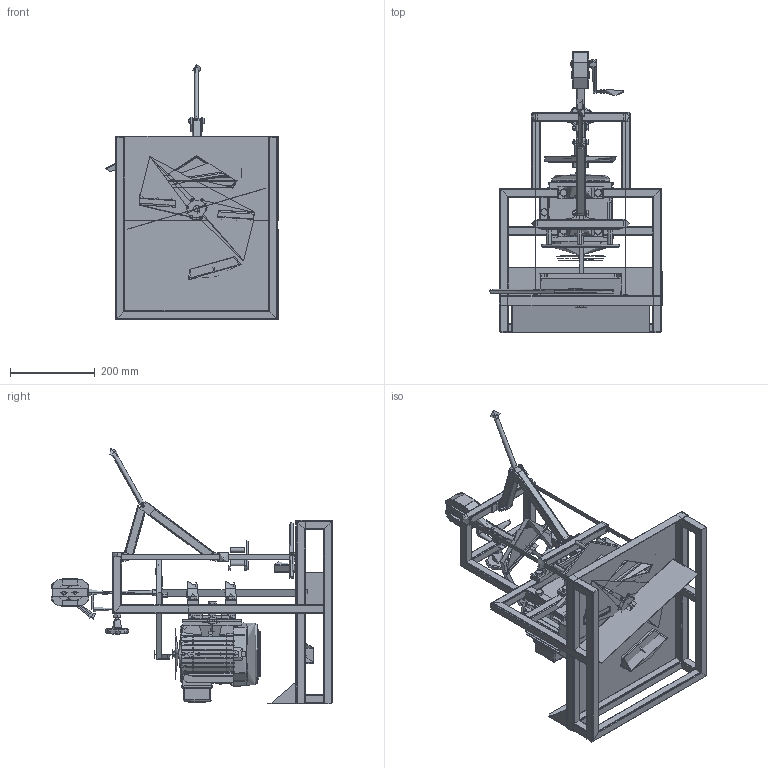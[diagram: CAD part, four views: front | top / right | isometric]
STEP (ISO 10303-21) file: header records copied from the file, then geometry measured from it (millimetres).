
FILE_DESCRIPTION(('FreeCAD Model'),'2;1');
FILE_NAME('Open CASCADE Shape Model','2025-05-09T11:00:47',('FreeCAD'),( 'FreeCAD'),'Open CASCADE STEP processor 7.6','FreeCAD','Unknown');
FILE_SCHEMA(('AUTOMOTIVE_DESIGN { 1 0 10303 214 1 1 1 1 }'));
Products named in the file (1): Open CASCADE STEP translator 7.6 1
Bounding box: 407.49 x 663.28 x 603.6 mm (x, y, z)
Volume: 6402435.7 mm3; surface area: 2552916.8 mm2
Topology: 152 solids, 184 shells, 5897 faces, 15639 edges, 10108 vertices
Faces by surface type: bspline 5897
Entity records: 247676 total; most frequent: CARTESIAN_POINT 159807, ORIENTED_EDGE 31048, EDGE_CURVE 15524, VERTEX_POINT 10092, B_SPLINE_CURVE_WITH_KNOTS 9797, FACE_BOUND 6350, EDGE_LOOP 6350, ADVANCED_FACE 5897
